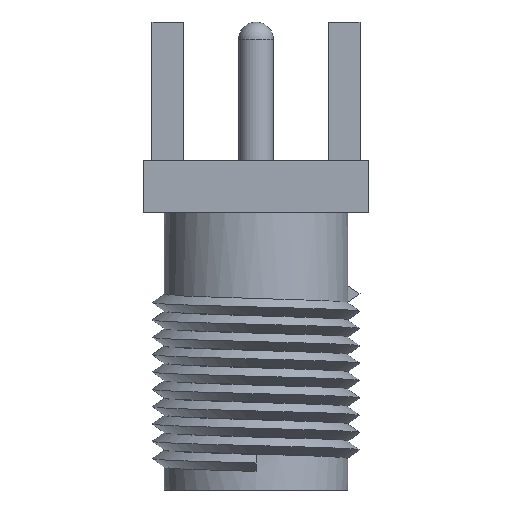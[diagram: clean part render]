
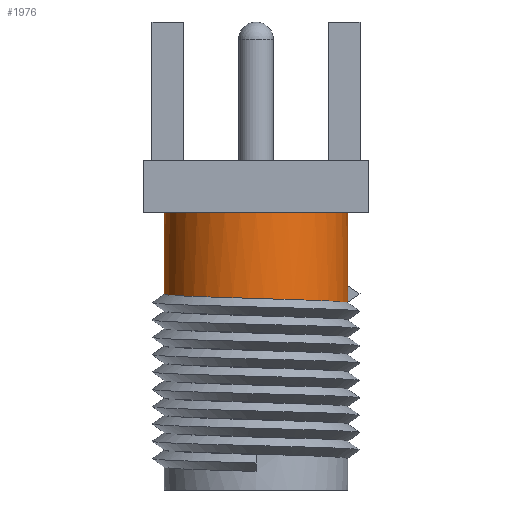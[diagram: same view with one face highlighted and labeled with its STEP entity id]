
A CAD part, front view. The second image highlights one B-rep face of the part: STEP entity #1976.
In plain terms, the highlighted cylindrical face has radius 2.65 mm (diameter 5.3 mm), a partial arc.
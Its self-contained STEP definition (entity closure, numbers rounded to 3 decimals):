
#66 = DIRECTION ( 'NONE',  ( 0., 0., 1. ) ) ;
#93 = CYLINDRICAL_SURFACE ( 'NONE', #2301, 2.65 ) ;
#177 = CARTESIAN_POINT ( 'NONE',  ( 0., -3.06, -2.475 ) ) ;
#197 = VECTOR ( 'NONE', #714, 1000. ) ;
#290 = CARTESIAN_POINT ( 'NONE',  ( 2.65, 0., -2.1 ) ) ;
#302 = CIRCLE ( 'NONE', #492, 2.65 ) ;
#369 = CARTESIAN_POINT ( 'NONE',  ( -2.65, -1.53, -2.392 ) ) ;
#446 = LINE ( 'NONE', #2444, #1219 ) ;
#492 = AXIS2_PLACEMENT_3D ( 'NONE', #954, #1715, #1534 ) ;
#539 = CARTESIAN_POINT ( 'NONE',  ( -2.65, 0., 0. ) ) ;
#611 = ORIENTED_EDGE ( 'NONE', *, *, #2347, .T. ) ;
#692 = CARTESIAN_POINT ( 'NONE',  ( -2.65, 0., -8. ) ) ;
#714 = DIRECTION ( 'NONE',  ( 0., 0., 1. ) ) ;
#748 = CARTESIAN_POINT ( 'NONE',  ( 2.65, 0., 0. ) ) ;
#778 = CARTESIAN_POINT ( 'NONE',  ( 2.65, -1.53, -2.558 ) ) ;
#814 = EDGE_LOOP ( 'NONE', ( #984, #611, #869, #1669, #1593, #2463 ) ) ;
#819 = EDGE_CURVE ( 'NONE', #1845, #1281, #446, .T. ) ;
#861 =( BOUNDED_CURVE ( )  B_SPLINE_CURVE ( 2, ( #1922, #369, #1363, #177, #1541, #778, #971 ),
 .UNSPECIFIED., .F., .F. ) 
 B_SPLINE_CURVE_WITH_KNOTS ( ( 3, 2, 2, 3 ),
 ( 0.05, 0.067, 0.083, 0.1 ),
 .UNSPECIFIED. ) 
 CURVE ( )  GEOMETRIC_REPRESENTATION_ITEM ( )  RATIONAL_B_SPLINE_CURVE ( ( 1., 0.866, 1., 0.866, 1., 0.866, 1. ) ) 
 REPRESENTATION_ITEM ( '' )  );
#869 = ORIENTED_EDGE ( 'NONE', *, *, #819, .T. ) ;
#898 = CARTESIAN_POINT ( 'NONE',  ( 2.65, 0., -8. ) ) ;
#954 = CARTESIAN_POINT ( 'NONE',  ( 0., 0., 0. ) ) ;
#964 = CARTESIAN_POINT ( 'NONE',  ( 2.65, 0., -2.59 ) ) ;
#971 = CARTESIAN_POINT ( 'NONE',  ( 2.65, 0., -2.6 ) ) ;
#984 = ORIENTED_EDGE ( 'NONE', *, *, #2025, .F. ) ;
#1037 = CARTESIAN_POINT ( 'NONE',  ( 2.65, 0., -2.6 ) ) ;
#1107 = CARTESIAN_POINT ( 'NONE',  ( -2.65, 0., -2.35 ) ) ;
#1138 = DIRECTION ( 'NONE',  ( 0., 0., 1. ) ) ;
#1187 = VERTEX_POINT ( 'NONE', #539 ) ;
#1217 = VERTEX_POINT ( 'NONE', #748 ) ;
#1219 = VECTOR ( 'NONE', #2473, 1000. ) ;
#1270 = DIRECTION ( 'NONE',  ( 0., 0., 1. ) ) ;
#1281 = VERTEX_POINT ( 'NONE', #964 ) ;
#1363 = CARTESIAN_POINT ( 'NONE',  ( -1.325, -2.295, -2.433 ) ) ;
#1437 = CARTESIAN_POINT ( 'NONE',  ( 0., 0., -8. ) ) ;
#1534 = DIRECTION ( 'NONE',  ( -1., 0., 0. ) ) ;
#1541 = CARTESIAN_POINT ( 'NONE',  ( 1.325, -2.295, -2.517 ) ) ;
#1560 = LINE ( 'NONE', #898, #2166 ) ;
#1593 = ORIENTED_EDGE ( 'NONE', *, *, #2045, .T. ) ;
#1616 = VERTEX_POINT ( 'NONE', #290 ) ;
#1624 = DIRECTION ( 'NONE',  ( 1., 0., 0. ) ) ;
#1669 = ORIENTED_EDGE ( 'NONE', *, *, #2172, .T. ) ;
#1696 = VERTEX_POINT ( 'NONE', #1107 ) ;
#1715 = DIRECTION ( 'NONE',  ( 0., 0., -1. ) ) ;
#1765 = VECTOR ( 'NONE', #1138, 1000. ) ;
#1845 = VERTEX_POINT ( 'NONE', #1037 ) ;
#1846 = LINE ( 'NONE', #2477, #1765 ) ;
#1922 = CARTESIAN_POINT ( 'NONE',  ( -2.65, 0., -2.35 ) ) ;
#1976 = ADVANCED_FACE ( 'NONE', ( #2131 ), #93, .T. ) ;
#2025 = EDGE_CURVE ( 'NONE', #1696, #1187, #2495, .T. ) ;
#2045 = EDGE_CURVE ( 'NONE', #1616, #1217, #1560, .T. ) ;
#2131 = FACE_OUTER_BOUND ( 'NONE', #814, .T. ) ;
#2166 = VECTOR ( 'NONE', #1270, 1000. ) ;
#2172 = EDGE_CURVE ( 'NONE', #1281, #1616, #1846, .T. ) ;
#2242 = EDGE_CURVE ( 'NONE', #1217, #1187, #302, .T. ) ;
#2301 = AXIS2_PLACEMENT_3D ( 'NONE', #1437, #66, #1624 ) ;
#2347 = EDGE_CURVE ( 'NONE', #1696, #1845, #861, .T. ) ;
#2444 = CARTESIAN_POINT ( 'NONE',  ( 2.65, 0., -8. ) ) ;
#2463 = ORIENTED_EDGE ( 'NONE', *, *, #2242, .T. ) ;
#2473 = DIRECTION ( 'NONE',  ( 0., 0., 1. ) ) ;
#2477 = CARTESIAN_POINT ( 'NONE',  ( 2.65, 0., -2.345 ) ) ;
#2495 = LINE ( 'NONE', #692, #197 ) ;
